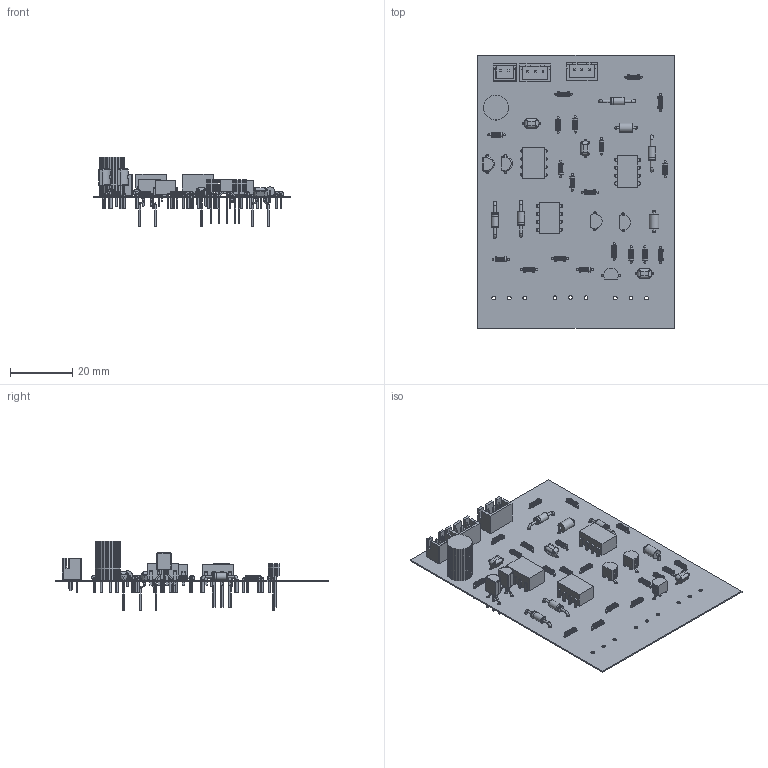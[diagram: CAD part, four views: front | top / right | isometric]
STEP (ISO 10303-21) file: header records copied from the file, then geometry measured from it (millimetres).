
FILE_DESCRIPTION(('Open CASCADE Model'),'2;1');
FILE_NAME('Open CASCADE Shape Model','2023-10-17T10:59:30',('Author'),( 'Open CASCADE'),'Open CASCADE STEP processor 6.8','Open CASCADE 6.8' ,'Unknown');
FILE_SCHEMA(('AUTOMOTIVE_DESIGN { 1 0 10303 214 1 1 1 1 }'));
Length unit declared in the file: millimetre
Products named in the file (126): PCB; Board; Open CASCADE STEP translator 6.8 1.1.1; U3; 6045830736; Extruded; 6045830896; 6045831056; 6045831216; U2; 6045828896; 6045828736; 6045826816; U1; TRN; Conn_JST_B3B-XH-A_LF_SN_eec; Body; Pins; Marking; JST_Logo; R21; Res_Vishay_MRS16000C2002FCT00_eec; 2; 3; c1; c2; c3; c4; c5; Vishay; R20; R19; R18; R17; R16; R14; R13; R12; R11; R10 ...
Assembly tree (225 placements, depth 8):
  PCB
    Board
      Open CASCADE STEP translator 6.8 1.1.1
    U3
      6045830736  x8
        Extruded
      6045830896  x8
        Extruded
      6045831056  x8
        Extruded
      6045831216
        Extruded
    U2
      6045828896  x8
        Extruded
      6045828736  x8
        Extruded
      6045831056  x8
        Extruded
      6045826816
        Extruded
    U1
      6045831216
        Extruded
      6045831056  x8
        Extruded
      6045830896  x8
        Extruded
      6045830736  x8
        Extruded
    TRN
      Conn_JST_B3B-XH-A_LF_SN_eec
        Body
        Pins
        Marking
        JST_Logo
    R21
      Res_Vishay_MRS16000C2002FCT00_eec
        2
        3
        c1
        c2
        c3
        c4
        c5
        Vishay
    R20
      Res_Vishay_MRS16000C2002FCT00_eec
        2
        3
        c1
        c2
        c3
        c4
        c5
        Vishay
    R19
      Res_Vishay_MRS16000C2002FCT00_eec
        2
        3
Bounding box: 63.12 x 87.76 x 22.25 mm (x, y, z)
Volume: 5315.3 mm3; surface area: 17197.2 mm2
Topology: 610 solids, 610 shells, 5012 faces, 11013 edges, 7207 vertices
Faces by surface type: plane 3549, cylinder 658, bspline 558, torus 188, sphere 59
Full cylindrical faces by diameter (mm): 0.5 x76, 0.582 x8, 0.65 x38, 0.785 x16, 0.8 x6, 0.85 x4, 0.9 x41, 0.95 x6, 1 x2, 1.05 x8, 1.2 x9, 1.4 x209, 1.6 x38, 2.35 x12, 3.05 x2
Entity records: 42591 total; most frequent: CARTESIAN_POINT 9521, ORIENTED_EDGE 5872, DIRECTION 5819, EDGE_CURVE 2936, AXIS2_PLACEMENT_3D 1958, LINE 1903, VECTOR 1903, VERTEX_POINT 1872
